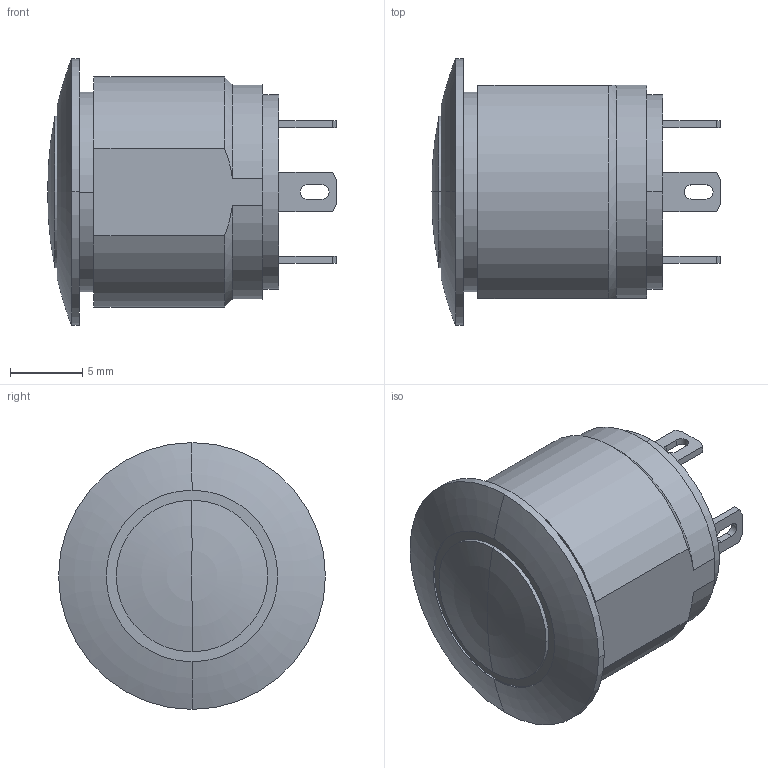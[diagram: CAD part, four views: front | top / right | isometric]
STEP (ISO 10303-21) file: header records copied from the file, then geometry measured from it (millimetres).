
FILE_DESCRIPTION(('STEP AP242'),'1');
FILE_NAME('pushbutton_mpb16-care-0-jr-0-0.stp','2024-06-03T15:50:15',('TraceParts'),('TraceParts S.A.'),'Spatial InterOp 3D',' ',' ');
FILE_SCHEMA(('AP242_MANAGED_MODEL_BASED_3D_ENGINEERING_MIM_LF {1 0 10303 442 1 1 4}'));
Length unit declared in the file: millimetre
Products named in the file (1): pushbutton_mpb16-care-0-jr-0-0
Bounding box: 20 x 18.5 x 18.5 mm (x, y, z)
Volume: 2938.3 mm3; surface area: 1449.6 mm2
Topology: 1 solids, 1 shells, 91 faces, 230 edges, 151 vertices
Faces by surface type: plane 63, cylinder 22, torus 4, cone 2
Entity records: 3464 total; most frequent: CARTESIAN_POINT 479, DIRECTION 458, ORIENTED_EDGE 456, EDGE_CURVE 228, LINE 174, VECTOR 174, VERTEX_POINT 151, AXIS2_PLACEMENT_3D 142
